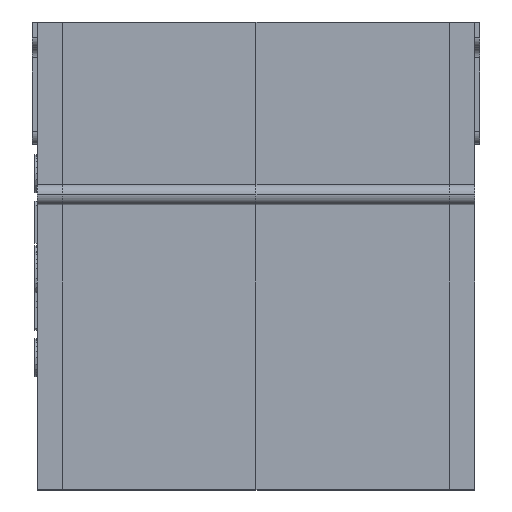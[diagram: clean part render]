
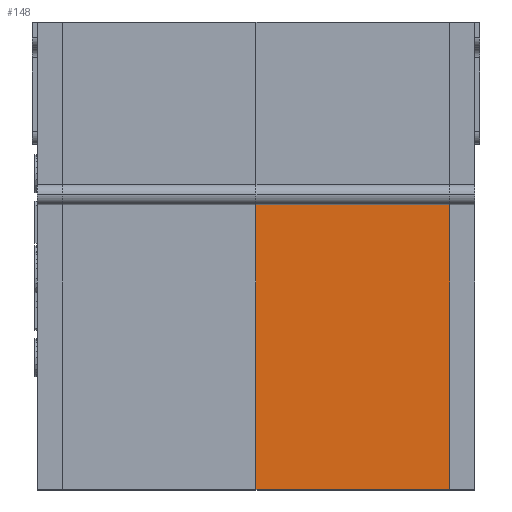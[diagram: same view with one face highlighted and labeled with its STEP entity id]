
A CAD part, top view. The second image highlights one B-rep face of the part: STEP entity #148.
In plain terms, the highlighted planar face has unit normal (0, 0, 1).
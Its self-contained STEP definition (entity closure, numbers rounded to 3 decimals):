
#148=ADVANCED_FACE('3576',(#654),#655,.T.);
#654=FACE_OUTER_BOUND('',#1519,.T.);
#655=PLANE('',#1520);
#1519=EDGE_LOOP('',(#2872,#2873,#2874,#2875));
#1520=AXIS2_PLACEMENT_3D('',#2876,#2877,#2878);
#2872=ORIENTED_EDGE('',*,*,#6056,.T.);
#2873=ORIENTED_EDGE('',*,*,#6054,.T.);
#2874=ORIENTED_EDGE('',*,*,#6057,.F.);
#2875=ORIENTED_EDGE('',*,*,#5931,.F.);
#2876=CARTESIAN_POINT('',(15.23,0.0,3.7));
#2877=DIRECTION('',(0.0,0.0,1.0));
#2878=DIRECTION('',(1.0,0.0,0.0));
#5931=EDGE_CURVE('6386',#7168,#7170,#7171,.T.);
#6054=EDGE_CURVE('6387',#7369,#7367,#7370,.T.);
#6056=EDGE_CURVE('6398',#7168,#7369,#7372,.T.);
#6057=EDGE_CURVE('6401',#7170,#7367,#7373,.T.);
#7168=VERTEX_POINT('',#9185);
#7170=VERTEX_POINT('',#9188);
#7171=LINE('',#9189,#9190);
#7367=VERTEX_POINT('',#9498);
#7369=VERTEX_POINT('',#9500);
#7370=LINE('',#9501,#9502);
#7372=LINE('',#9505,#9506);
#7373=LINE('',#9507,#9508);
#9185=CARTESIAN_POINT('',(13.325,-4.6,3.7));
#9188=CARTESIAN_POINT('',(13.325,1.0,3.7));
#9189=CARTESIAN_POINT('',(13.325,-4.6,3.7));
#9190=VECTOR('',#12175,5.6);
#9498=CARTESIAN_POINT('',(17.135,1.0,3.7));
#9500=CARTESIAN_POINT('',(17.135,-4.6,3.7));
#9501=CARTESIAN_POINT('',(17.135,-4.6,3.7));
#9502=VECTOR('',#12336,5.6);
#9505=CARTESIAN_POINT('',(13.325,-4.6,3.7));
#9506=VECTOR('',#12338,3.81);
#9507=CARTESIAN_POINT('',(13.325,1.0,3.7));
#9508=VECTOR('',#12339,3.81);
#12175=DIRECTION('',(0.0,1.0,0.0));
#12336=DIRECTION('',(0.0,1.0,0.0));
#12338=DIRECTION('',(1.0,0.0,0.0));
#12339=DIRECTION('',(1.0,0.0,0.0));
